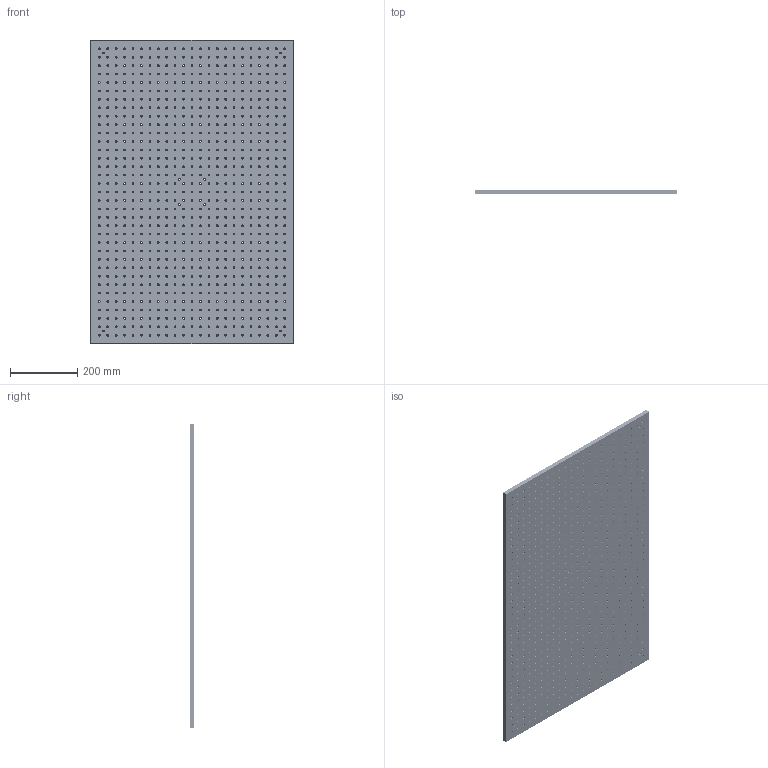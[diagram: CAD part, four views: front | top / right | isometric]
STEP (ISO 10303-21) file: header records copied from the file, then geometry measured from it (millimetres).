
FILE_DESCRIPTION (( 'STEP AP203' ), '1' );
FILE_NAME ('516009.STEP', '2025-04-30T09:10:11', ( 'Windows User' ), ( 'P R C' ), 'SwSTEP 2.0', 'SolidWorks 2020', '' );
FILE_SCHEMA (( 'CONFIG_CONTROL_DESIGN' ));
Length unit declared in the file: millimetre
Products named in the file (1): 516009
Bounding box: 600 x 13 x 900 mm (x, y, z)
Volume: 6808204.6 mm3; surface area: 1254093.3 mm2
Topology: 1 solids, 1 shells, 835 faces, 2475 edges, 1650 vertices
Faces by surface type: cylinder 821, plane 14
Full cylindrical faces by diameter (mm): 5 x805, 5.8 x8, 11 x8
Entity records: 28195 total; most frequent: DIRECTION 4968, CARTESIAN_POINT 4140, ORIENTED_EDGE 3308, EDGE_LOOP 3290, AXIS2_PLACEMENT_3D 2478, FACE_OUTER_BOUND 1656, EDGE_CURVE 1654, VERTEX_POINT 1650
